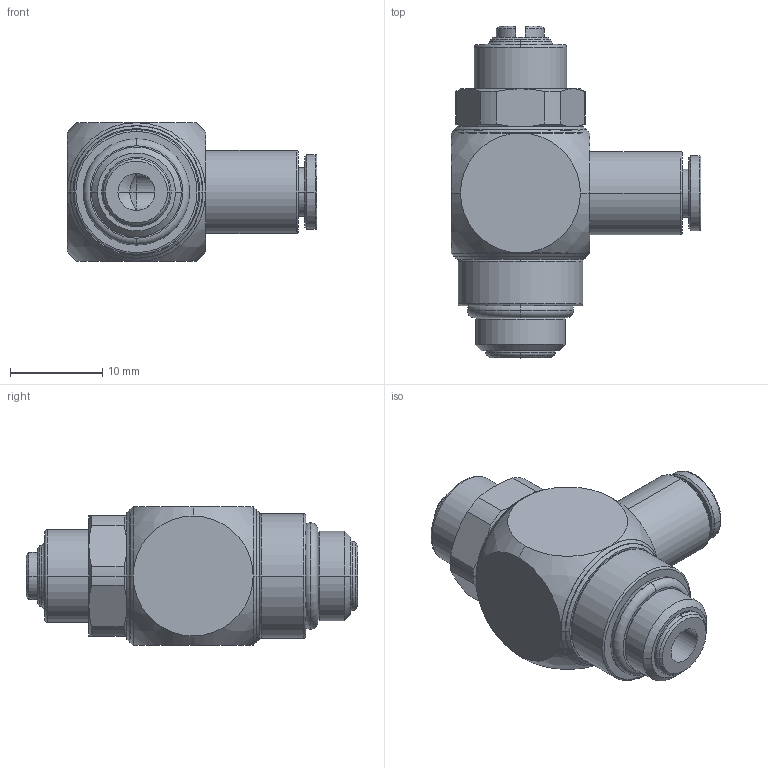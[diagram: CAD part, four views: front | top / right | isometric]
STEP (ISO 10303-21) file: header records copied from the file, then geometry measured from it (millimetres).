
FILE_DESCRIPTION(('STEP AP214'),'1');
FILE_NAME('7130_04_10.stp','2016-07-07T14:53:10',('TraceParts'),('TraceParts S.A.'),'Spatial InterOp 3D',' ',' ');
FILE_SCHEMA(('automotive_design'));
Length unit declared in the file: millimetre
Products named in the file (1): 1
Bounding box: 27.02 x 35.9 x 15 mm (x, y, z)
Volume: 5389.2 mm3; surface area: 2683.9 mm2
Topology: 1 solids, 1 shells, 135 faces, 318 edges, 198 vertices
Faces by surface type: cone 42, cylinder 32, plane 27, torus 24, sphere 10
Entity records: 4029 total; most frequent: CARTESIAN_POINT 798, DIRECTION 776, ORIENTED_EDGE 636, AXIS2_PLACEMENT_3D 352, EDGE_CURVE 318, CIRCLE 214, VERTEX_POINT 198, EDGE_LOOP 150
